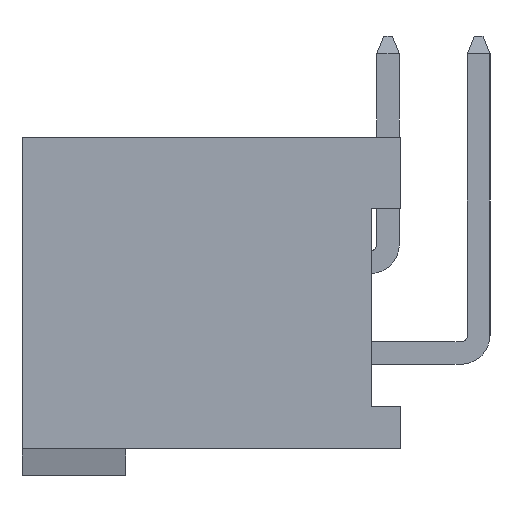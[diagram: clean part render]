
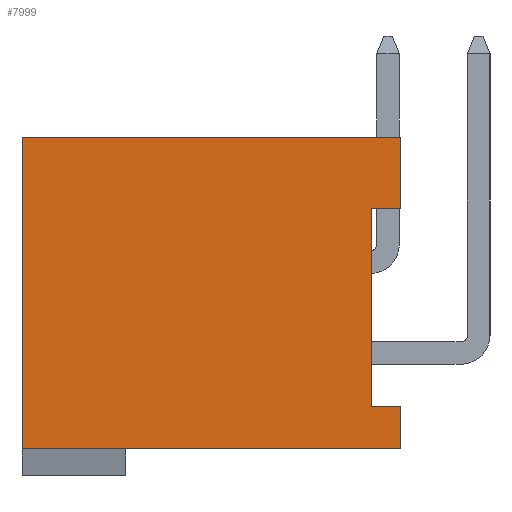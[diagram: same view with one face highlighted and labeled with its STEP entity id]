
A CAD part, left-side view. The second image highlights one B-rep face of the part: STEP entity #7999.
In plain terms, the highlighted planar face has unit normal (-1, 0, 0).
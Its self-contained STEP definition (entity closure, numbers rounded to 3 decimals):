
#773=DIRECTION('',(0.,0.,1.));
#774=VECTOR('',#773,2.05);
#775=CARTESIAN_POINT('',(-16.41,-5.45,2.825));
#776=LINE('',#775,#774);
#793=DIRECTION('',(0.,0.,1.));
#794=VECTOR('',#793,1.225);
#795=CARTESIAN_POINT('',(-16.41,-5.45,-4.1));
#796=LINE('',#795,#794);
#817=DIRECTION('',(0.,-1.,0.));
#818=VECTOR('',#817,10.9);
#819=CARTESIAN_POINT('',(-16.41,5.45,-4.1));
#820=LINE('',#819,#818);
#821=DIRECTION('',(0.,0.,1.));
#822=VECTOR('',#821,8.975);
#823=CARTESIAN_POINT('',(-16.41,5.45,-4.1));
#824=LINE('',#823,#822);
#825=DIRECTION('',(0.,1.,0.));
#826=VECTOR('',#825,0.85);
#827=CARTESIAN_POINT('',(-16.41,-5.45,2.825));
#828=LINE('',#827,#826);
#829=DIRECTION('',(0.,0.,1.));
#830=VECTOR('',#829,5.7);
#831=CARTESIAN_POINT('',(-16.41,-4.6,-2.875));
#832=LINE('',#831,#830);
#833=DIRECTION('',(0.,1.,0.));
#834=VECTOR('',#833,0.85);
#835=CARTESIAN_POINT('',(-16.41,-5.45,-2.875));
#836=LINE('',#835,#834);
#841=DIRECTION('',(0.,-1.,0.));
#842=VECTOR('',#841,10.9);
#843=CARTESIAN_POINT('',(-16.41,5.45,4.875));
#844=LINE('',#843,#842);
#5465=CARTESIAN_POINT('',(-16.41,5.45,4.875));
#5466=CARTESIAN_POINT('',(-16.41,-5.45,4.875));
#5467=VERTEX_POINT('',#5465);
#5468=VERTEX_POINT('',#5466);
#5485=CARTESIAN_POINT('',(-16.41,-5.45,-2.875));
#5486=CARTESIAN_POINT('',(-16.41,-4.6,-2.875));
#5487=VERTEX_POINT('',#5485);
#5488=VERTEX_POINT('',#5486);
#5489=CARTESIAN_POINT('',(-16.41,-4.6,2.825));
#5490=VERTEX_POINT('',#5489);
#5491=CARTESIAN_POINT('',(-16.41,-5.45,2.825));
#5492=VERTEX_POINT('',#5491);
#5579=CARTESIAN_POINT('',(-16.41,5.45,-4.1));
#5580=CARTESIAN_POINT('',(-16.41,-5.45,-4.1));
#5581=VERTEX_POINT('',#5579);
#5582=VERTEX_POINT('',#5580);
#7982=CARTESIAN_POINT('',(-16.41,5.45,-4.875));
#7983=DIRECTION('',(-1.,0.,0.));
#7984=DIRECTION('',(0.,-1.,0.));
#7985=AXIS2_PLACEMENT_3D('',#7982,#7983,#7984);
#7986=PLANE('',#7985);
#7987=ORIENTED_EDGE('',*,*,#7327,.F.);
#7988=ORIENTED_EDGE('',*,*,#7215,.T.);
#7990=ORIENTED_EDGE('',*,*,#7989,.T.);
#7991=ORIENTED_EDGE('',*,*,#7934,.F.);
#7992=ORIENTED_EDGE('',*,*,#7595,.T.);
#7993=ORIENTED_EDGE('',*,*,#7636,.F.);
#7995=ORIENTED_EDGE('',*,*,#7994,.F.);
#7996=ORIENTED_EDGE('',*,*,#7961,.F.);
#7997=EDGE_LOOP('',(#7987,#7988,#7990,#7991,#7992,#7993,#7995,#7996));
#7998=FACE_OUTER_BOUND('',#7997,.F.);
#7999=ADVANCED_FACE('',(#7998),#7986,.T.);
#7215=EDGE_CURVE('',#5581,#5467,#824,.T.);
#7327=EDGE_CURVE('',#5581,#5582,#820,.T.);
#7595=EDGE_CURVE('',#5492,#5490,#828,.T.);
#7636=EDGE_CURVE('',#5488,#5490,#832,.T.);
#7934=EDGE_CURVE('',#5492,#5468,#776,.T.);
#7961=EDGE_CURVE('',#5582,#5487,#796,.T.);
#7989=EDGE_CURVE('',#5467,#5468,#844,.T.);
#7994=EDGE_CURVE('',#5487,#5488,#836,.T.);
